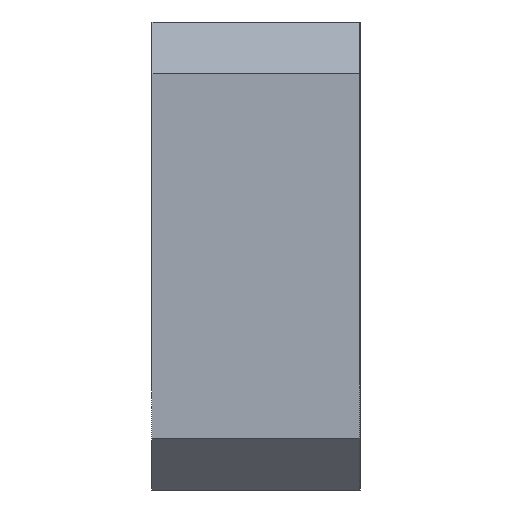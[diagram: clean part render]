
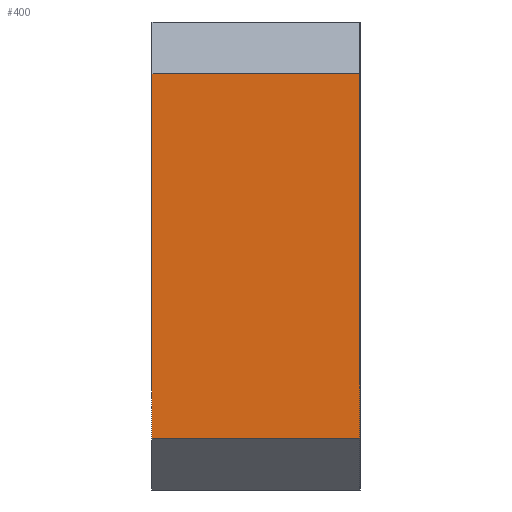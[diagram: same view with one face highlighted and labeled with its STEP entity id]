
A CAD part, left-side view. The second image highlights one B-rep face of the part: STEP entity #400.
In plain terms, the highlighted planar face has unit normal (-1, 0, 0).
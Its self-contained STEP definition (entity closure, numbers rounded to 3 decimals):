
#30=PLANE('',#452);
#50=FACE_OUTER_BOUND('',#74,.T.);
#74=EDGE_LOOP('',(#318,#319,#320,#321));
#108=LINE('',#639,#150);
#109=LINE('',#642,#151);
#110=LINE('',#644,#152);
#111=LINE('',#645,#153);
#150=VECTOR('',#526,10.);
#151=VECTOR('',#529,10.);
#152=VECTOR('',#530,10.);
#153=VECTOR('',#531,10.);
#204=VERTEX_POINT('',#632);
#207=VERTEX_POINT('',#637);
#208=VERTEX_POINT('',#641);
#209=VERTEX_POINT('',#643);
#250=EDGE_CURVE('',#207,#204,#108,.T.);
#251=EDGE_CURVE('',#207,#208,#109,.T.);
#252=EDGE_CURVE('',#209,#208,#110,.T.);
#253=EDGE_CURVE('',#204,#209,#111,.T.);
#318=ORIENTED_EDGE('',*,*,#250,.F.);
#319=ORIENTED_EDGE('',*,*,#251,.T.);
#320=ORIENTED_EDGE('',*,*,#252,.F.);
#321=ORIENTED_EDGE('',*,*,#253,.F.);
#400=ADVANCED_FACE('',(#50),#30,.T.);
#452=AXIS2_PLACEMENT_3D('',#640,#527,#528);
#526=DIRECTION('',(0.,1.,0.));
#527=DIRECTION('center_axis',(-1.,0.,0.));
#528=DIRECTION('ref_axis',(0.,0.,1.));
#529=DIRECTION('',(0.,0.,1.));
#530=DIRECTION('',(0.,-1.,0.));
#531=DIRECTION('',(0.,0.,1.));
#632=CARTESIAN_POINT('',(-48.9,8.,-10.1));
#637=CARTESIAN_POINT('',(-48.9,0.,-10.1));
#639=CARTESIAN_POINT('',(-48.9,0.,-10.1));
#640=CARTESIAN_POINT('Origin',(-48.9,0.,-12.1));
#641=CARTESIAN_POINT('',(-48.9,0.,3.9));
#642=CARTESIAN_POINT('',(-48.9,0.,-12.1));
#643=CARTESIAN_POINT('',(-48.9,8.,3.9));
#644=CARTESIAN_POINT('',(-48.9,0.,3.9));
#645=CARTESIAN_POINT('',(-48.9,8.,-12.1));
